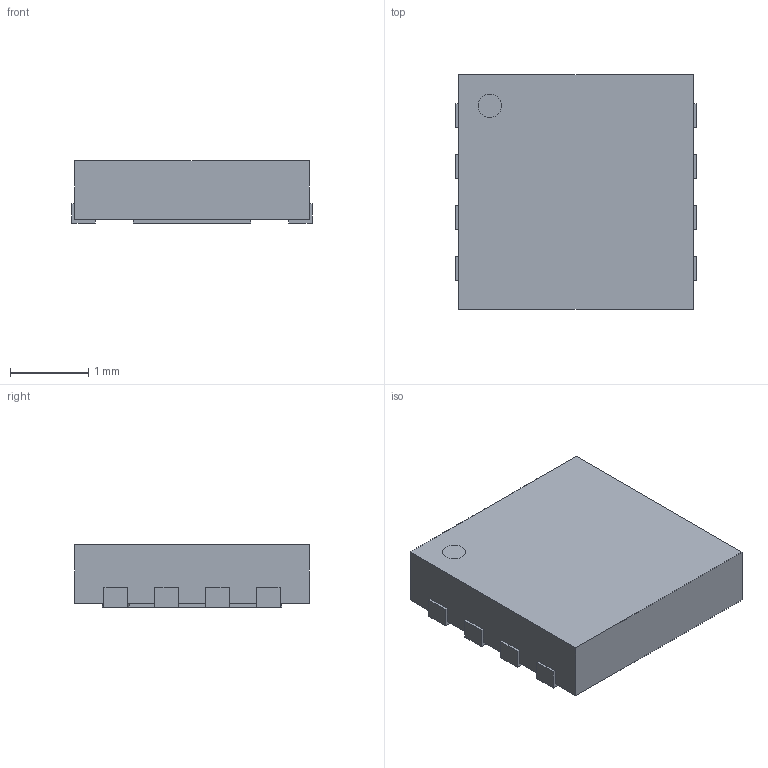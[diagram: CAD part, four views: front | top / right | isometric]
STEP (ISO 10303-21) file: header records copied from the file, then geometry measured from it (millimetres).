
FILE_DESCRIPTION(/* description */ (''),/* implementation_level */ '2;1');
FILE_NAME(/* name */ 'MAX30205MTA.stp',/* time_stamp */ '2021-06-02T08:22:14-03:00',/* author */ ('laguerre'),/* organization */ (''),/* preprocessor_version */ 'ST-DEVELOPER v17',/* originating_system */ 'Autodesk Inventor 2018',/* authorisation */ '');
FILE_SCHEMA (('AUTOMOTIVE_DESIGN { 1 0 10303 214 3 1 1 }'));
Length unit declared in the file: millimetre
Products named in the file (1): MAX30205
Bounding box: 3.07 x 3 x 0.8 mm (x, y, z)
Volume: 7 mm3; surface area: 28.1 mm2
Topology: 1 solids, 1 shells, 62 faces, 174 edges, 116 vertices
Faces by surface type: plane 61, cylinder 1
Full cylindrical faces by diameter (mm): 0.3 x1
Entity records: 2068 total; most frequent: CARTESIAN_POINT 353, ORIENTED_EDGE 348, DIRECTION 302, EDGE_CURVE 174, LINE 172, VECTOR 172, VERTEX_POINT 116, AXIS2_PLACEMENT_3D 65
